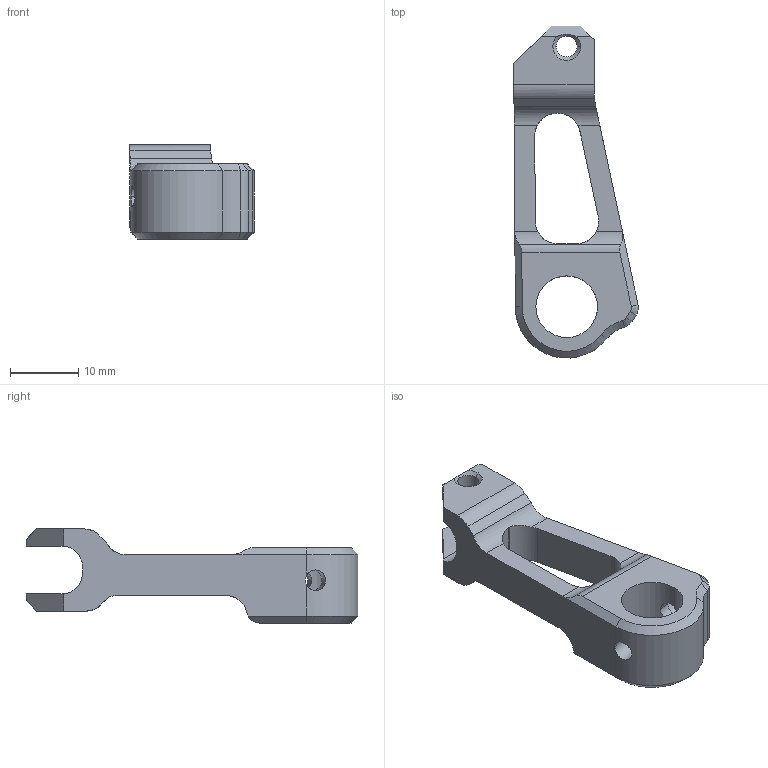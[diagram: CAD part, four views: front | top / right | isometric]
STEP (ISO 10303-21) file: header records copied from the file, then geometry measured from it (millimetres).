
FILE_DESCRIPTION (( 'STEP AP214' ), '1' );
FILE_NAME ('Actuator Arm.STEP', '2024-10-08T19:31:29', ( '' ), ( '' ), 'SwSTEP 2.0', 'SolidWorks 2024', '' );
FILE_SCHEMA (( 'AUTOMOTIVE_DESIGN' ));
Length unit declared in the file: millimetre
Products named in the file (1): Actuator Arm
Bounding box: 18.19 x 48.48 x 13.75 mm (x, y, z)
Volume: 3617.2 mm3; surface area: 2732.7 mm2
Topology: 1 solids, 1 shells, 82 faces, 243 edges, 155 vertices
Faces by surface type: plane 35, cylinder 33, cone 14
Entity records: 3020 total; most frequent: CARTESIAN_POINT 847, ORIENTED_EDGE 486, DIRECTION 412, EDGE_CURVE 243, VERTEX_POINT 155, AXIS2_PLACEMENT_3D 138, LINE 136, VECTOR 136
